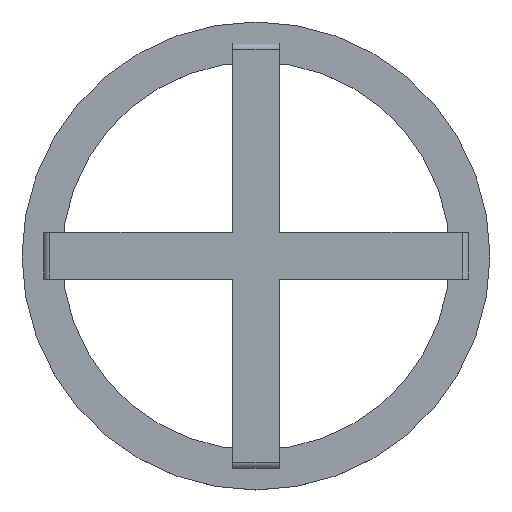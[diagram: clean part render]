
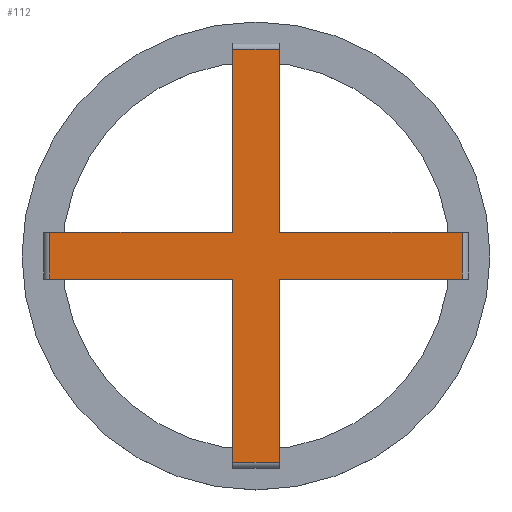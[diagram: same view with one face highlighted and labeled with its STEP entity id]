
A CAD part, top view. The second image highlights one B-rep face of the part: STEP entity #112.
In plain terms, the highlighted planar face has unit normal (0, 0, 1).
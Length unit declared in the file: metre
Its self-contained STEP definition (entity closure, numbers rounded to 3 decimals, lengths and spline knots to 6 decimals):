
#112 = ADVANCED_FACE( '', ( #251 ), #252, .T. );
#251 = FACE_OUTER_BOUND( '', #412, .T. );
#252 = PLANE( '', #413 );
#412 = EDGE_LOOP( '', ( #684, #685, #686, #687, #688, #689, #690, #691, #692, #693, #694, #695 ) );
#413 = AXIS2_PLACEMENT_3D( '', #696, #697, #698 );
#684 = ORIENTED_EDGE( '', *, *, #1119, .F. );
#685 = ORIENTED_EDGE( '', *, *, #1120, .T. );
#686 = ORIENTED_EDGE( '', *, *, #1065, .T. );
#687 = ORIENTED_EDGE( '', *, *, #1049, .F. );
#688 = ORIENTED_EDGE( '', *, *, #1034, .T. );
#689 = ORIENTED_EDGE( '', *, *, #1121, .T. );
#690 = ORIENTED_EDGE( '', *, *, #1122, .T. );
#691 = ORIENTED_EDGE( '', *, *, #1123, .T. );
#692 = ORIENTED_EDGE( '', *, *, #1017, .F. );
#693 = ORIENTED_EDGE( '', *, *, #1124, .T. );
#694 = ORIENTED_EDGE( '', *, *, #1125, .T. );
#695 = ORIENTED_EDGE( '', *, *, #1126, .F. );
#696 = CARTESIAN_POINT( '', ( 0., 0., 0.038 ) );
#697 = DIRECTION( '', ( 0., 0., 1. ) );
#698 = DIRECTION( '', ( 1., 0., 0. ) );
#1017 = EDGE_CURVE( '', #1222, #1223, #1224, .T. );
#1034 = EDGE_CURVE( '', #1250, #1254, #1256, .T. );
#1049 = EDGE_CURVE( '', #1250, #1280, #1281, .T. );
#1065 = EDGE_CURVE( '', #1308, #1280, #1309, .T. );
#1119 = EDGE_CURVE( '', #1394, #1395, #1396, .T. );
#1120 = EDGE_CURVE( '', #1394, #1308, #1397, .T. );
#1121 = EDGE_CURVE( '', #1254, #1398, #1399, .T. );
#1122 = EDGE_CURVE( '', #1398, #1400, #1401, .T. );
#1123 = EDGE_CURVE( '', #1400, #1223, #1402, .T. );
#1124 = EDGE_CURVE( '', #1222, #1403, #1404, .T. );
#1125 = EDGE_CURVE( '', #1403, #1405, #1406, .T. );
#1126 = EDGE_CURVE( '', #1395, #1405, #1407, .T. );
#1222 = VERTEX_POINT( '', #1530 );
#1223 = VERTEX_POINT( '', #1531 );
#1224 = LINE( '', #1532, #1533 );
#1250 = VERTEX_POINT( '', #1570 );
#1254 = VERTEX_POINT( '', #1575 );
#1256 = LINE( '', #1577, #1578 );
#1280 = VERTEX_POINT( '', #1610 );
#1281 = LINE( '', #1611, #1612 );
#1308 = VERTEX_POINT( '', #1652 );
#1309 = LINE( '', #1653, #1654 );
#1394 = VERTEX_POINT( '', #1774 );
#1395 = VERTEX_POINT( '', #1775 );
#1396 = LINE( '', #1776, #1777 );
#1397 = LINE( '', #1778, #1779 );
#1398 = VERTEX_POINT( '', #1780 );
#1399 = LINE( '', #1781, #1782 );
#1400 = VERTEX_POINT( '', #1783 );
#1401 = LINE( '', #1784, #1785 );
#1402 = LINE( '', #1786, #1787 );
#1403 = VERTEX_POINT( '', #1788 );
#1404 = LINE( '', #1789, #1790 );
#1405 = VERTEX_POINT( '', #1791 );
#1406 = LINE( '', #1792, #1793 );
#1407 = LINE( '', #1794, #1795 );
#1530 = CARTESIAN_POINT( '', ( 0.005, -0.005, 0.038 ) );
#1531 = CARTESIAN_POINT( '', ( 0.005, -0.0441, 0.038 ) );
#1532 = CARTESIAN_POINT( '', ( 0.005, 0., 0.038 ) );
#1533 = VECTOR( '', #1977, 1. );
#1570 = CARTESIAN_POINT( '', ( -0.0441, 0.005, 0.038 ) );
#1575 = CARTESIAN_POINT( '', ( -0.0441, -0.005, 0.038 ) );
#1577 = CARTESIAN_POINT( '', ( -0.0441, 0., 0.038 ) );
#1578 = VECTOR( '', #1999, 1. );
#1610 = CARTESIAN_POINT( '', ( -0.005, 0.005, 0.038 ) );
#1611 = CARTESIAN_POINT( '', ( 0., 0.005, 0.038 ) );
#1612 = VECTOR( '', #2014, 1. );
#1652 = CARTESIAN_POINT( '', ( -0.005, 0.0441, 0.038 ) );
#1653 = CARTESIAN_POINT( '', ( -0.005, 0., 0.038 ) );
#1654 = VECTOR( '', #2028, 1. );
#1774 = CARTESIAN_POINT( '', ( 0.005, 0.0441, 0.038 ) );
#1775 = CARTESIAN_POINT( '', ( 0.005, 0.005, 0.038 ) );
#1776 = CARTESIAN_POINT( '', ( 0.005, 0., 0.038 ) );
#1777 = VECTOR( '', #2082, 1. );
#1778 = CARTESIAN_POINT( '', ( 0., 0.0441, 0.038 ) );
#1779 = VECTOR( '', #2083, 1. );
#1780 = CARTESIAN_POINT( '', ( -0.005, -0.005, 0.038 ) );
#1781 = CARTESIAN_POINT( '', ( 0., -0.005, 0.038 ) );
#1782 = VECTOR( '', #2084, 1. );
#1783 = CARTESIAN_POINT( '', ( -0.005, -0.0441, 0.038 ) );
#1784 = CARTESIAN_POINT( '', ( -0.005, 0., 0.038 ) );
#1785 = VECTOR( '', #2085, 1. );
#1786 = CARTESIAN_POINT( '', ( 0., -0.0441, 0.038 ) );
#1787 = VECTOR( '', #2086, 1. );
#1788 = CARTESIAN_POINT( '', ( 0.0441, -0.005, 0.038 ) );
#1789 = CARTESIAN_POINT( '', ( 0., -0.005, 0.038 ) );
#1790 = VECTOR( '', #2087, 1. );
#1791 = CARTESIAN_POINT( '', ( 0.0441, 0.005, 0.038 ) );
#1792 = CARTESIAN_POINT( '', ( 0.0441, 0., 0.038 ) );
#1793 = VECTOR( '', #2088, 1. );
#1794 = CARTESIAN_POINT( '', ( 0., 0.005, 0.038 ) );
#1795 = VECTOR( '', #2089, 1. );
#1977 = DIRECTION( '', ( 0., -1., 0. ) );
#1999 = DIRECTION( '', ( 0., -1., 0. ) );
#2014 = DIRECTION( '', ( 1., 0., 0. ) );
#2028 = DIRECTION( '', ( 0., -1., 0. ) );
#2082 = DIRECTION( '', ( 0., -1., 0. ) );
#2083 = DIRECTION( '', ( -1., 0., 0. ) );
#2084 = DIRECTION( '', ( 1., 0., 0. ) );
#2085 = DIRECTION( '', ( 0., -1., 0. ) );
#2086 = DIRECTION( '', ( 1., 0., 0. ) );
#2087 = DIRECTION( '', ( 1., 0., 0. ) );
#2088 = DIRECTION( '', ( 0., 1., 0. ) );
#2089 = DIRECTION( '', ( 1., 0., 0. ) );
